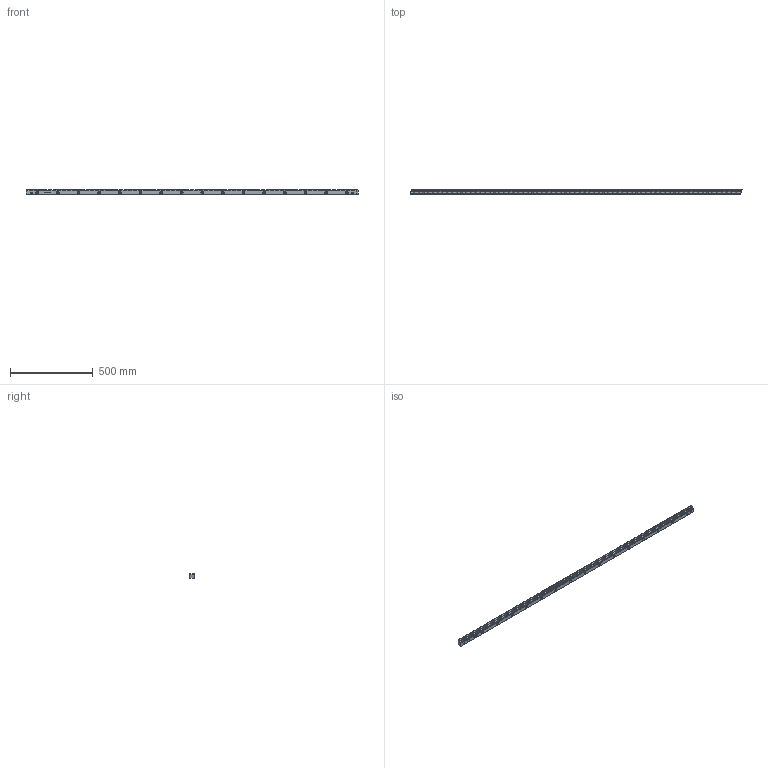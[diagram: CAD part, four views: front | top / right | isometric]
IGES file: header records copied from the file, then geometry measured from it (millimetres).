
Start section: SolidWorks IGES file using analytic representation for surfaces
Global section: file name: KRAMSAN30M3H.IGS; native system: SolidWorks 2020; preprocessor: SolidWorks 2020; author: Turgu; date: 230518.135130; units: millimetre
Bounding box: 2010.64 x 30 x 30 mm (x, y, z)
Surface area: 301843.4 mm2 (no closed solid volume)
Topology: 0 solids, 0 shells, 1587 faces, 12186 edges, 12186 vertices
Faces by surface type: bspline 1447, revolution 140
